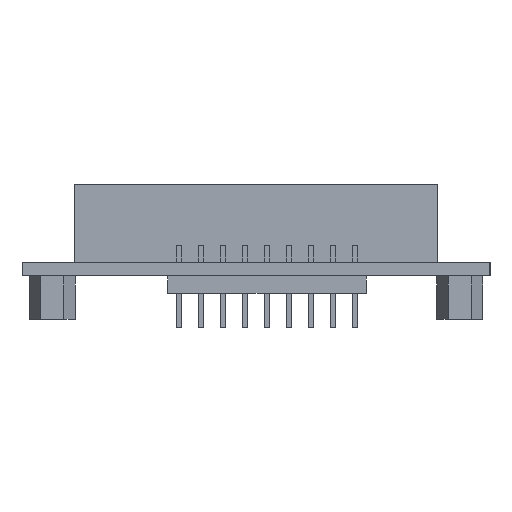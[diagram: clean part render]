
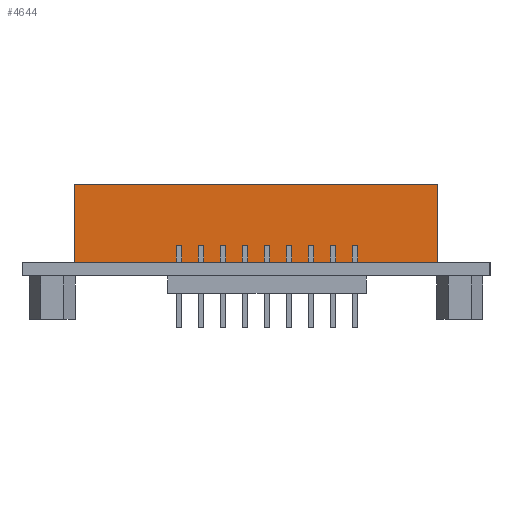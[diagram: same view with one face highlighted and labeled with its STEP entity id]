
A CAD part, left-side view. The second image highlights one B-rep face of the part: STEP entity #4644.
In plain terms, the highlighted planar face has unit normal (-1, 0, 0).
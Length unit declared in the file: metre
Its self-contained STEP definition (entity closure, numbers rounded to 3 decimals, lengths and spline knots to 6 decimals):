
#201=ORIENTED_EDGE('',*,*,#1393,.T.);
#202=ORIENTED_EDGE('',*,*,#1431,.F.);
#203=ORIENTED_EDGE('',*,*,#1410,.F.);
#204=ORIENTED_EDGE('',*,*,#1429,.T.);
#1393=EDGE_CURVE('',#2015,#2016,#2432,.T.);
#1410=EDGE_CURVE('',#2031,#2033,#2445,.T.);
#1429=EDGE_CURVE('',#2031,#2015,#2456,.T.);
#1431=EDGE_CURVE('',#2033,#2016,#2458,.T.);
#2015=VERTEX_POINT('',#6985);
#2016=VERTEX_POINT('',#6986);
#2031=VERTEX_POINT('',#7018);
#2033=VERTEX_POINT('',#7021);
#2432=LINE('',#6984,#2996);
#2445=LINE('',#7020,#3009);
#2456=LINE('',#7062,#3020);
#2458=LINE('',#7065,#3022);
#2996=VECTOR('',#5697,1.);
#3009=VECTOR('',#5720,1.);
#3020=VECTOR('',#5765,1.);
#3022=VECTOR('',#5769,1.);
#3573=EDGE_LOOP('',(#201,#202,#203,#204));
#3967=FACE_BOUND('',#3573,.T.);
#4324=PLANE('',#5320);
#4644=ADVANCED_FACE('',(#3967),#4324,.F.);
#5320=AXIS2_PLACEMENT_3D('',#7064,#5767,#5768);
#5697=DIRECTION('',(0.,-1.,0.));
#5720=DIRECTION('',(0.,-1.,0.));
#5765=DIRECTION('',(0.,0.,-1.));
#5767=DIRECTION('',(1.,0.,0.));
#5768=DIRECTION('',(0.,0.,-1.));
#5769=DIRECTION('',(0.,0.,-1.));
#6984=CARTESIAN_POINT('',(-0.08315,0.,0.0016));
#6985=CARTESIAN_POINT('',(-0.08315,0.02095,0.0016));
#6986=CARTESIAN_POINT('',(-0.08315,-0.02095,0.0016));
#7018=CARTESIAN_POINT('',(-0.08315,0.02095,0.0106));
#7020=CARTESIAN_POINT('',(-0.08315,0.,0.0106));
#7021=CARTESIAN_POINT('',(-0.08315,-0.02095,0.0106));
#7062=CARTESIAN_POINT('',(-0.08315,0.02095,0.0106));
#7064=CARTESIAN_POINT('',(-0.08315,0.,0.0106));
#7065=CARTESIAN_POINT('',(-0.08315,-0.02095,0.0106));
